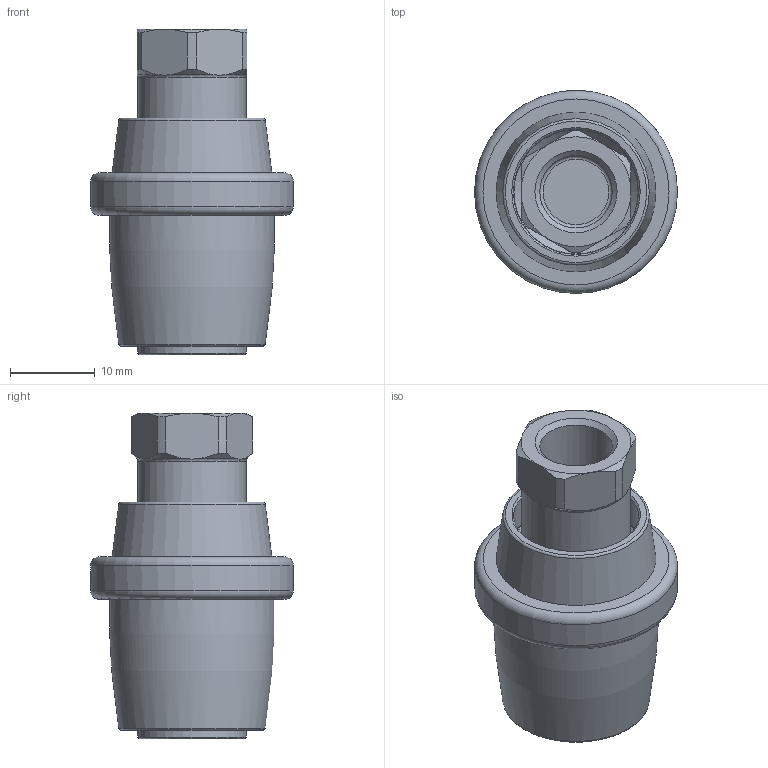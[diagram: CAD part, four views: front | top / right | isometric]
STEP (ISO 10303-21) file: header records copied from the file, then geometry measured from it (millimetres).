
FILE_DESCRIPTION(/* description */ ('STEP AP214'),/* implementation_level */ '2;1');
FILE_NAME(/* name */ '1558073_VBOH-32-G18',/* time_stamp */ '2024-09-16T10:31:24+02:00',/* author */ ('License CC BY-ND 4.0'),/* organization */ ('CADENAS'),/* preprocessor_version */ 'ST-DEVELOPER v19.3',/* originating_system */ 'PARTsolutions',/* authorisation */ ' ');
FILE_SCHEMA (('AUTOMOTIVE_DESIGN {1 0 10303 214 3 1 1}'));
Length unit declared in the file: millimetre
Products named in the file (1): 1558073 VBOH-32-G18 ---(closed)
Bounding box: 24 x 24 x 38.5 mm (x, y, z)
Volume: 6709.6 mm3; surface area: 5467.4 mm2
Topology: 1 solids, 2 shells, 115 faces, 265 edges, 168 vertices
Faces by surface type: cylinder 40, cone 33, plane 27, torus 15
Full cylindrical faces by diameter (mm): 2 x16, 8.566 x2, 12.85 x4, 14.5 x1, 14.8 x1, 16.5 x1, 24 x1
Entity records: 3869 total; most frequent: CARTESIAN_POINT 853, DIRECTION 434, ORIENTED_EDGE 360, EDGE_LOOP 209, FACE_BOUND 209, AXIS2_PLACEMENT_3D 200, EDGE_CURVE 180, VERTEX_POINT 145
